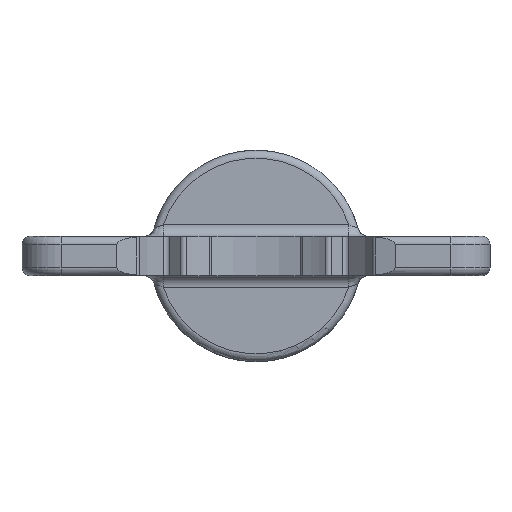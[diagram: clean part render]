
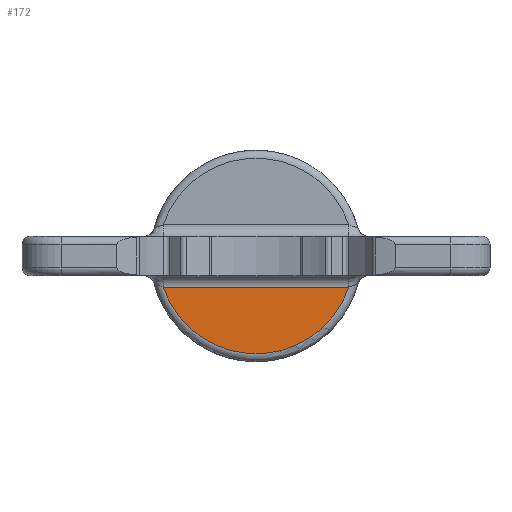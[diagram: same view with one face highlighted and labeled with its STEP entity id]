
A CAD part, left-side view. The second image highlights one B-rep face of the part: STEP entity #172.
In plain terms, the highlighted planar face has unit normal (-1, 0, 0).
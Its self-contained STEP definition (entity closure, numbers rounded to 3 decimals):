
#172 = ADVANCED_FACE( '', ( #400 ), #401, .F. );
#400 = FACE_OUTER_BOUND( '', #1111, .T. );
#401 = PLANE( '', #1112 );
#1111 = EDGE_LOOP( '', ( #2351, #2352 ) );
#1112 = AXIS2_PLACEMENT_3D( '', #2353, #2354, #2355 );
#2351 = ORIENTED_EDGE( '', *, *, #2957, .T. );
#2352 = ORIENTED_EDGE( '', *, *, #2987, .T. );
#2353 = CARTESIAN_POINT( '', ( 28.075, 0., 13.5 ) );
#2354 = DIRECTION( '', ( 1., 0., 0. ) );
#2355 = DIRECTION( '', ( 0., 0., -1. ) );
#2957 = EDGE_CURVE( '', #3316, #3314, #3317, .F. );
#2987 = EDGE_CURVE( '', #3314, #3316, #3363, .F. );
#3314 = VERTEX_POINT( '', #3989 );
#3316 = VERTEX_POINT( '', #4033 );
#3317 = CIRCLE( '', #4034, 12.5 );
#3363 = LINE( '', #4177, #4178 );
#3989 = CARTESIAN_POINT( '', ( 28.075, -11.843, -4. ) );
#4033 = CARTESIAN_POINT( '', ( 28.075, 11.843, -4. ) );
#4034 = AXIS2_PLACEMENT_3D( '', #5077, #5078, #5079 );
#4177 = CARTESIAN_POINT( '', ( 28.075, 12.247, -4. ) );
#4178 = VECTOR( '', #5116, 1000. );
#5077 = CARTESIAN_POINT( '', ( 28.075, 0., 0. ) );
#5078 = DIRECTION( '', ( 1., 0., 0. ) );
#5079 = DIRECTION( '', ( 0., 0., -1. ) );
#5116 = DIRECTION( '', ( 0., -1., 0. ) );
